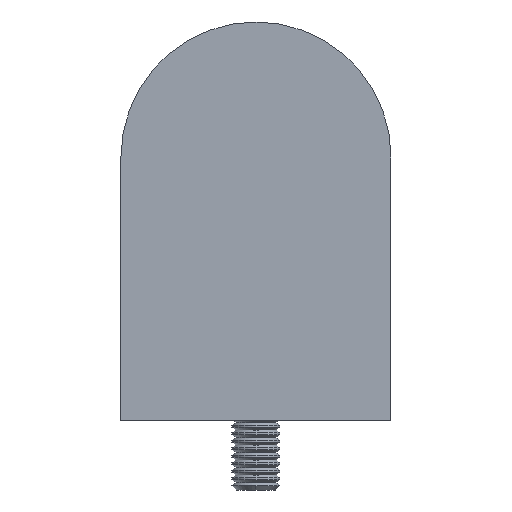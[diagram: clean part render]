
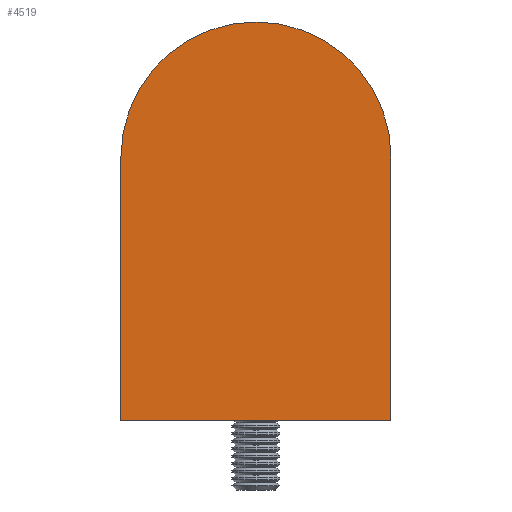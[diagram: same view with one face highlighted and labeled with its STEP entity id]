
A CAD part, left-side view. The second image highlights one B-rep face of the part: STEP entity #4519.
In plain terms, the highlighted planar face has unit normal (-1, 0, 0).
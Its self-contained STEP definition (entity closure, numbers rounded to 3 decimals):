
#458 = VECTOR ( 'NONE', #24548, 1000. ) ;
#1860 = VERTEX_POINT ( 'NONE', #31760 ) ;
#3360 = DIRECTION ( 'NONE',  ( 0., 0., -1. ) ) ;
#3534 = CARTESIAN_POINT ( 'NONE',  ( 0., 0., 40.5 ) ) ;
#4519 = ADVANCED_FACE ( 'NONE', ( #28716 ), #48328, .F. ) ;
#5627 = DIRECTION ( 'NONE',  ( 0., 0., -1. ) ) ;
#5918 = VECTOR ( 'NONE', #23535, 1000. ) ;
#6179 = CARTESIAN_POINT ( 'NONE',  ( 0., -22.5, 40.5 ) ) ;
#6980 = EDGE_CURVE ( 'NONE', #41384, #23761, #39970, .T. ) ;
#7380 = DIRECTION ( 'NONE',  ( 1., 0., 0. ) ) ;
#8012 = EDGE_LOOP ( 'NONE', ( #24841, #18218, #52107, #49800, #9207 ) ) ;
#9043 = CARTESIAN_POINT ( 'NONE',  ( 0., 22.5, -3.448 ) ) ;
#9207 = ORIENTED_EDGE ( 'NONE', *, *, #26865, .F. ) ;
#10372 = VERTEX_POINT ( 'NONE', #54228 ) ;
#13483 = LINE ( 'NONE', #45642, #27837 ) ;
#13511 = DIRECTION ( 'NONE',  ( 1., 0., 0. ) ) ;
#14219 = AXIS2_PLACEMENT_3D ( 'NONE', #38513, #13511, #5627 ) ;
#14868 = CARTESIAN_POINT ( 'NONE',  ( 0., 0., 40.5 ) ) ;
#15726 = CARTESIAN_POINT ( 'NONE',  ( 0., 22.5, 0. ) ) ;
#17065 = AXIS2_PLACEMENT_3D ( 'NONE', #3534, #7380, #3360 ) ;
#18218 = ORIENTED_EDGE ( 'NONE', *, *, #30306, .T. ) ;
#23535 = DIRECTION ( 'NONE',  ( 0., 0., 1. ) ) ;
#23761 = VERTEX_POINT ( 'NONE', #49124 ) ;
#24548 = DIRECTION ( 'NONE',  ( 0., 0., -1. ) ) ;
#24841 = ORIENTED_EDGE ( 'NONE', *, *, #6980, .F. ) ;
#26865 = EDGE_CURVE ( 'NONE', #23761, #1860, #35150, .T. ) ;
#27837 = VECTOR ( 'NONE', #45134, 1000. ) ;
#28716 = FACE_OUTER_BOUND ( 'NONE', #8012, .T. ) ;
#30306 = EDGE_CURVE ( 'NONE', #41384, #10372, #13483, .T. ) ;
#31760 = CARTESIAN_POINT ( 'NONE',  ( 0., 0., 63. ) ) ;
#35150 = CIRCLE ( 'NONE', #14219, 22.5 ) ;
#38513 = CARTESIAN_POINT ( 'NONE',  ( 0., 0., 40.5 ) ) ;
#38822 = AXIS2_PLACEMENT_3D ( 'NONE', #14868, #52351, #48145 ) ;
#39970 = LINE ( 'NONE', #15726, #5918 ) ;
#41384 = VERTEX_POINT ( 'NONE', #9043 ) ;
#44912 = CARTESIAN_POINT ( 'NONE',  ( 0., -22.5, 40.5 ) ) ;
#45134 = DIRECTION ( 'NONE',  ( 0., -1., 0. ) ) ;
#45642 = CARTESIAN_POINT ( 'NONE',  ( 0., -22.5, -3.448 ) ) ;
#46225 = CIRCLE ( 'NONE', #17065, 22.5 ) ;
#48145 = DIRECTION ( 'NONE',  ( 0., 0., -1. ) ) ;
#48328 = PLANE ( 'NONE',  #38822 ) ;
#49124 = CARTESIAN_POINT ( 'NONE',  ( 0., 22.5, 40.5 ) ) ;
#49464 = EDGE_CURVE ( 'NONE', #1860, #50548, #46225, .T. ) ;
#49534 = LINE ( 'NONE', #44912, #458 ) ;
#49800 = ORIENTED_EDGE ( 'NONE', *, *, #49464, .F. ) ;
#49898 = EDGE_CURVE ( 'NONE', #50548, #10372, #49534, .T. ) ;
#50548 = VERTEX_POINT ( 'NONE', #6179 ) ;
#52107 = ORIENTED_EDGE ( 'NONE', *, *, #49898, .F. ) ;
#52351 = DIRECTION ( 'NONE',  ( 1., 0., 0. ) ) ;
#54228 = CARTESIAN_POINT ( 'NONE',  ( 0., -22.5, -3.448 ) ) ;
